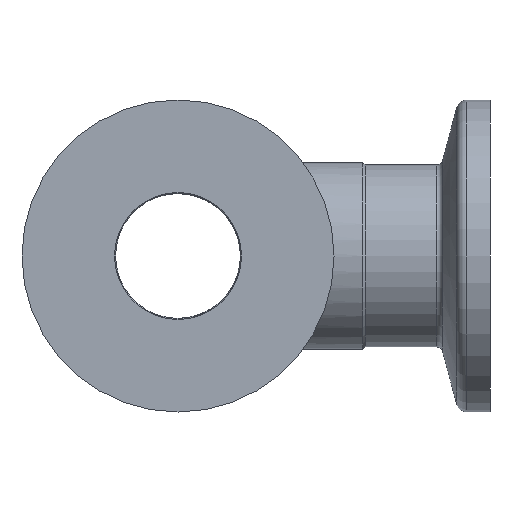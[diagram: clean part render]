
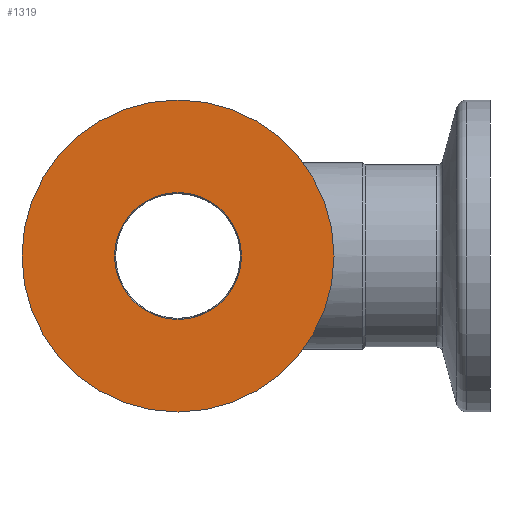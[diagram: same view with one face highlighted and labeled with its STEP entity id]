
A CAD part, left-side view. The second image highlights one B-rep face of the part: STEP entity #1319.
In plain terms, the highlighted planar face has unit normal (-1, 0, 0).
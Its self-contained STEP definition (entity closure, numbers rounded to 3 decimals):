
#60 = CIRCLE ( 'NONE', #619, 15. ) ;
#75 = CARTESIAN_POINT ( 'NONE',  ( -30., 0., 6.1 ) ) ;
#198 = CARTESIAN_POINT ( 'NONE',  ( -30., 0., 0. ) ) ;
#295 = CARTESIAN_POINT ( 'NONE',  ( -30., 0., 15. ) ) ;
#354 = DIRECTION ( 'NONE',  ( 0., 0., 1. ) ) ;
#436 = CARTESIAN_POINT ( 'NONE',  ( -30., 0., 0. ) ) ;
#452 = ORIENTED_EDGE ( 'NONE', *, *, #1002, .T. ) ;
#502 = EDGE_CURVE ( 'NONE', #1521, #1321, #1177, .T. ) ;
#532 = FACE_OUTER_BOUND ( 'NONE', #1679, .T. ) ;
#619 = AXIS2_PLACEMENT_3D ( 'NONE', #1740, #648, #354 ) ;
#645 = CARTESIAN_POINT ( 'NONE',  ( -30., 0., -15. ) ) ;
#648 = DIRECTION ( 'NONE',  ( -1., 0., 0. ) ) ;
#726 = DIRECTION ( 'NONE',  ( -1., 0., 0. ) ) ;
#759 = DIRECTION ( 'NONE',  ( -1., 0., 0. ) ) ;
#814 = DIRECTION ( 'NONE',  ( -1., 0., 0. ) ) ;
#816 = AXIS2_PLACEMENT_3D ( 'NONE', #436, #726, #1288 ) ;
#835 = VERTEX_POINT ( 'NONE', #295 ) ;
#853 = ORIENTED_EDGE ( 'NONE', *, *, #502, .F. ) ;
#885 = DIRECTION ( 'NONE',  ( 1., 0., 0. ) ) ;
#978 = CIRCLE ( 'NONE', #1113, 15. ) ;
#1002 = EDGE_CURVE ( 'NONE', #835, #1168, #978, .T. ) ;
#1022 = DIRECTION ( 'NONE',  ( 0., 0., 1. ) ) ;
#1092 = EDGE_CURVE ( 'NONE', #1168, #835, #60, .T. ) ;
#1113 = AXIS2_PLACEMENT_3D ( 'NONE', #1710, #759, #1459 ) ;
#1150 = AXIS2_PLACEMENT_3D ( 'NONE', #198, #814, #1022 ) ;
#1168 = VERTEX_POINT ( 'NONE', #645 ) ;
#1177 = CIRCLE ( 'NONE', #816, 6.1 ) ;
#1209 = CIRCLE ( 'NONE', #1150, 6.1 ) ;
#1217 = CARTESIAN_POINT ( 'NONE',  ( -30., 0., 0. ) ) ;
#1240 = EDGE_LOOP ( 'NONE', ( #853, #1607 ) ) ;
#1241 = CARTESIAN_POINT ( 'NONE',  ( -30., 0., -6.1 ) ) ;
#1256 = ORIENTED_EDGE ( 'NONE', *, *, #1092, .T. ) ;
#1288 = DIRECTION ( 'NONE',  ( 0., 0., 1. ) ) ;
#1313 = EDGE_CURVE ( 'NONE', #1321, #1521, #1209, .T. ) ;
#1319 = ADVANCED_FACE ( 'NONE', ( #1463, #532 ), #1848, .F. ) ;
#1321 = VERTEX_POINT ( 'NONE', #1241 ) ;
#1459 = DIRECTION ( 'NONE',  ( 0., 0., 1. ) ) ;
#1463 = FACE_BOUND ( 'NONE', #1240, .T. ) ;
#1521 = VERTEX_POINT ( 'NONE', #75 ) ;
#1527 = AXIS2_PLACEMENT_3D ( 'NONE', #1217, #885, #1578 ) ;
#1578 = DIRECTION ( 'NONE',  ( 0., 0., -1. ) ) ;
#1607 = ORIENTED_EDGE ( 'NONE', *, *, #1313, .F. ) ;
#1679 = EDGE_LOOP ( 'NONE', ( #452, #1256 ) ) ;
#1710 = CARTESIAN_POINT ( 'NONE',  ( -30., 0., 0. ) ) ;
#1740 = CARTESIAN_POINT ( 'NONE',  ( -30., 0., 0. ) ) ;
#1848 = PLANE ( 'NONE',  #1527 ) ;
